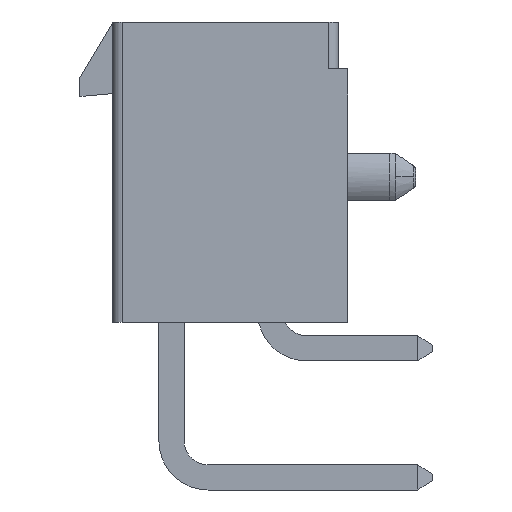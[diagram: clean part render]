
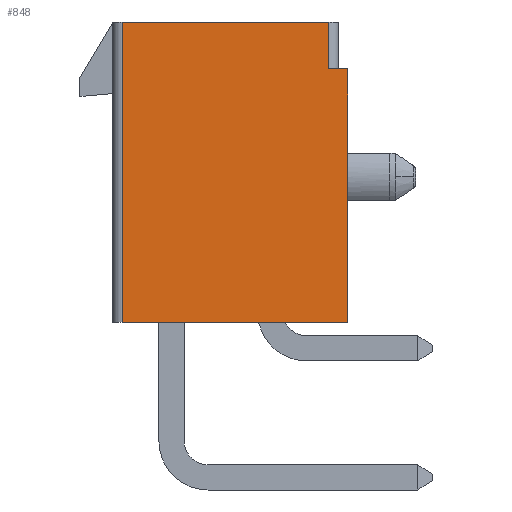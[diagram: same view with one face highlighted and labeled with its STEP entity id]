
A CAD part, left-side view. The second image highlights one B-rep face of the part: STEP entity #848.
In plain terms, the highlighted planar face has unit normal (-1, 0, 0).
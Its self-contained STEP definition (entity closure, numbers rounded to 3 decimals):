
#848=ADVANCED_FACE('',(#1818),#1819,.F.);
#1818=FACE_OUTER_BOUND('',#2530,.T.);
#1819=PLANE('',#2531);
#2530=EDGE_LOOP('',(#3717,#3718,#3719,#3720,#3721,#3722));
#2531=AXIS2_PLACEMENT_3D('',#3723,#3724,#3725);
#3717=ORIENTED_EDGE('',*,*,#5660,.T.);
#3718=ORIENTED_EDGE('',*,*,#5743,.T.);
#3719=ORIENTED_EDGE('',*,*,#5721,.F.);
#3720=ORIENTED_EDGE('',*,*,#5744,.F.);
#3721=ORIENTED_EDGE('',*,*,#5745,.F.);
#3722=ORIENTED_EDGE('',*,*,#5630,.T.);
#3723=CARTESIAN_POINT('',(-4.8,-4.8,-14.08));
#3724=DIRECTION('',(1.0,0.0,0.0));
#3725=DIRECTION('',(0.0,1.0,0.0));
#5630=EDGE_CURVE('',#6458,#6459,#6460,.T.);
#5660=EDGE_CURVE('',#6459,#6505,#6507,.T.);
#5721=EDGE_CURVE('',#6617,#6619,#6620,.T.);
#5743=EDGE_CURVE('',#6505,#6619,#6658,.T.);
#5744=EDGE_CURVE('',#6659,#6617,#6660,.T.);
#5745=EDGE_CURVE('',#6458,#6659,#6661,.T.);
#6458=VERTEX_POINT('',#7352);
#6459=VERTEX_POINT('',#7353);
#6460=LINE('',#7354,#7355);
#6505=VERTEX_POINT('',#7420);
#6507=LINE('',#7422,#7423);
#6617=VERTEX_POINT('',#7580);
#6619=VERTEX_POINT('',#7583);
#6620=LINE('',#7584,#7585);
#6658=LINE('',#7639,#7640);
#6659=VERTEX_POINT('',#7641);
#6660=LINE('',#7642,#7643);
#6661=LINE('',#7644,#7645);
#7352=CARTESIAN_POINT('',(-4.8,-4.4,-2.));
#7353=CARTESIAN_POINT('',(-4.8,-4.4,0.));
#7354=CARTESIAN_POINT('',(-4.8,-4.4,-14.08));
#7355=VECTOR('',#8396,1000.0);
#7420=CARTESIAN_POINT('',(-4.8,4.4,0.));
#7422=CARTESIAN_POINT('',(-4.8,-4.8,0.));
#7423=VECTOR('',#8444,1000.0);
#7580=CARTESIAN_POINT('',(-4.8,-5.2,-12.8));
#7583=CARTESIAN_POINT('',(-4.8,4.4,-12.8));
#7584=CARTESIAN_POINT('',(-4.8,-4.8,-12.8));
#7585=VECTOR('',#8529,1000.0);
#7639=CARTESIAN_POINT('',(-4.8,4.4,-14.08));
#7640=VECTOR('',#8561,1000.0);
#7641=CARTESIAN_POINT('',(-4.8,-5.2,-2.));
#7642=CARTESIAN_POINT('',(-4.8,-5.2,-2.));
#7643=VECTOR('',#8562,1000.0);
#7644=CARTESIAN_POINT('',(-4.8,-4.8,-2.));
#7645=VECTOR('',#8563,1000.0);
#8396=DIRECTION('',(0.0,0.0,1.0));
#8444=DIRECTION('',(0.0,1.0,0.));
#8529=DIRECTION('',(0.0,1.0,0.));
#8561=DIRECTION('',(0.0,0.0,-1.0));
#8562=DIRECTION('',(0.0,0.0,-1.0));
#8563=DIRECTION('',(0.0,-1.0,0.0));
